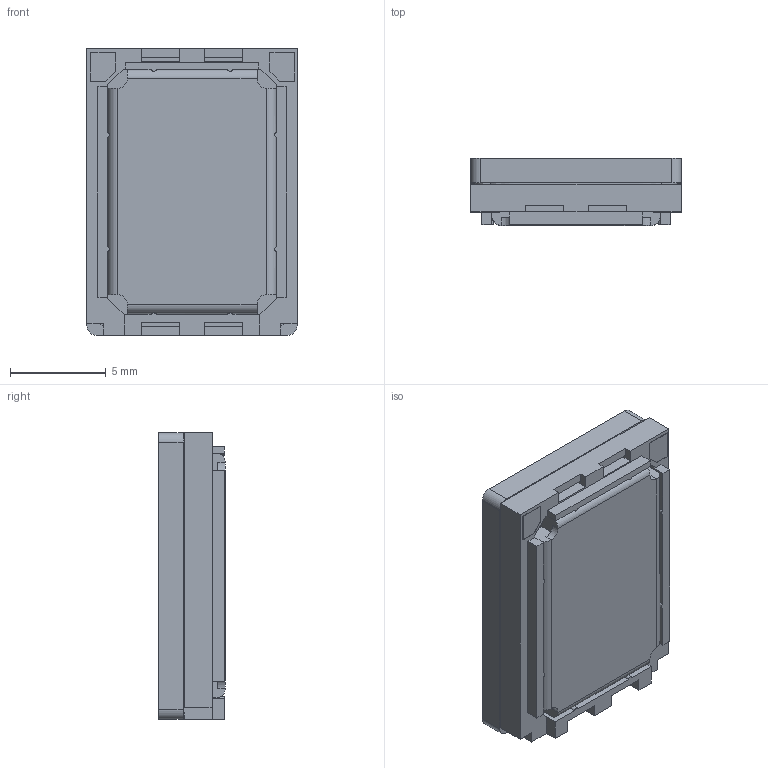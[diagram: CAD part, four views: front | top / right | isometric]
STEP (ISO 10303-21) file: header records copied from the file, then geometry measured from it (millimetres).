
FILE_DESCRIPTION (( 'STEP AP214' ), '1' );
FILE_NAME ('CUI_DEVICES_CMS-151135-078SP-67.step', '2020-08-18T20:44:32', ( '' ), ( '' ), 'SwSTEP 2.0', 'SolidWorks 2020', '' );
FILE_SCHEMA (( 'AUTOMOTIVE_DESIGN' ));
Length unit declared in the file: inch
Products named in the file (1): CUI_DEVICES_CMS-151135-078SP-67
Bounding box: 11 x 3.5 x 15 mm (x, y, z)
Volume: 472.4 mm3; surface area: 630.4 mm2
Topology: 1 solids, 5 shells, 198 faces, 546 edges, 362 vertices
Faces by surface type: plane 140, cylinder 58
Entity records: 6500 total; most frequent: CARTESIAN_POINT 1213, ORIENTED_EDGE 1092, DIRECTION 1050, EDGE_CURVE 546, VECTOR 420, LINE 420, VERTEX_POINT 362, AXIS2_PLACEMENT_3D 315
